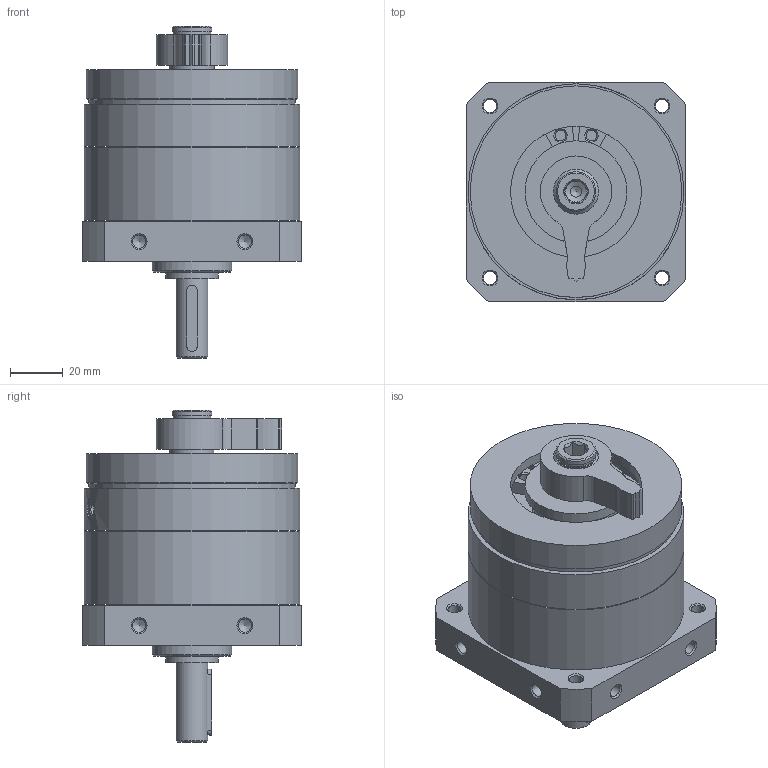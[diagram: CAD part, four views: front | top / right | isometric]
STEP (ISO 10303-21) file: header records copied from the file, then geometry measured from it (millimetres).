
FILE_DESCRIPTION(/* description */ ('STEP AP214'),/* implementation_level */ '2;1');
FILE_NAME(/* name */ '1145124_DSM-T-25-270-A-B',/* time_stamp */ '2024-08-21T19:24:19+02:00',/* author */ ('License CC BY-ND 4.0'),/* organization */ ('CADENAS'),/* preprocessor_version */ 'ST-DEVELOPER v19.3',/* originating_system */ 'PARTsolutions',/* authorisation */ ' ');
FILE_SCHEMA (('AUTOMOTIVE_DESIGN {1 0 10303 214 3 1 1}'));
Length unit declared in the file: millimetre
Products named in the file (4): 1145124 DSM-T-25-270-A-B--(0); 547593 DSM-25-270-A-B_G---(T); 256913 DSM-25_NS; 547593 DSM-25-270-A-B_K---(T)
Assembly tree (4 placements, depth 2):
  1145124 DSM-T-25-270-A-B--(0)
    547593 DSM-25-270-A-B_G---(T)
    256913 DSM-25_NS  x2
    547593 DSM-25-270-A-B_K---(T)
Bounding box: 83 x 83 x 125.5 mm (x, y, z)
Volume: 374346.7 mm3; surface area: 71403.9 mm2
Topology: 4 solids, 4 shells, 176 faces, 401 edges, 255 vertices
Faces by surface type: cylinder 69, plane 66, cone 40, torus 1
Full cylindrical faces by diameter (mm): 3.242 x1, 4.134 x5, 4.3 x1, 4.917 x10, 8.3 x2, 12 x1, 14.3 x1, 15 x2, 17 x3, 20 x1, 30 x1, 32 x1, 38.5 x1, 49.5 x1, 58 x1, 64.4 x2, 78 x1, 80 x1, 81.65 x2
Entity records: 4221 total; most frequent: DIRECTION 751, CARTESIAN_POINT 731, ORIENTED_EDGE 542, AXIS2_PLACEMENT_3D 322, FACE_BOUND 285, EDGE_LOOP 275, EDGE_CURVE 271, VERTEX_POINT 224
